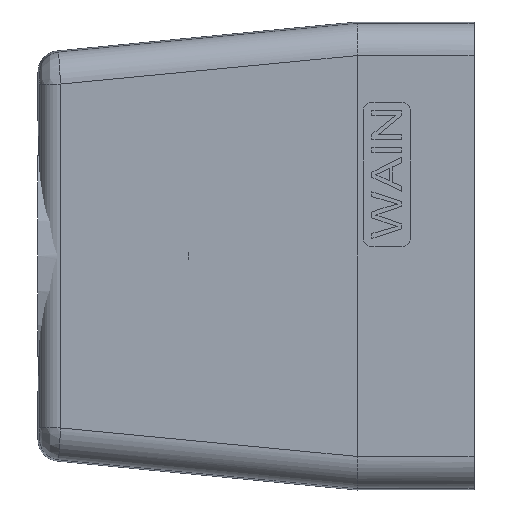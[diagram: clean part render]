
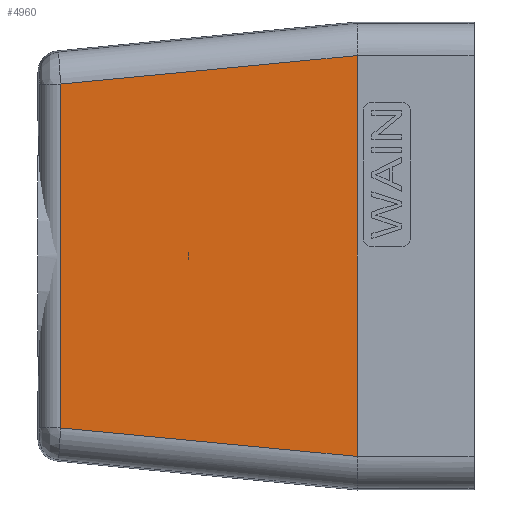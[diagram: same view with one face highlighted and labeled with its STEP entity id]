
A CAD part, left-side view. The second image highlights one B-rep face of the part: STEP entity #4960.
In plain terms, the highlighted planar face has unit normal (-1, 0.011, 0).
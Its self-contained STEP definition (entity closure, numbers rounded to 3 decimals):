
#409=CARTESIAN_POINT('',(-19.5,11.,18.844));
#419=CARTESIAN_POINT('',(-19.5,11.,-18.844));
#421=DIRECTION('',(0.,0.,1.));
#422=VECTOR('',#421,37.689);
#423=CARTESIAN_POINT('',(-19.5,11.,-18.844));
#424=LINE('',#423,#422);
#626=DIRECTION('',(0.,0.,-1.));
#627=VECTOR('',#626,32.327);
#628=CARTESIAN_POINT('',(-19.208,38.871,16.163));
#629=LINE('',#628,#627);
#630=DIRECTION('',(-0.01,-0.995,0.096));
#631=VECTOR('',#630,28.001);
#632=CARTESIAN_POINT('',(-19.208,38.871,16.163));
#633=LINE('',#632,#631);
#634=DIRECTION('',(0.01,0.995,0.096));
#635=VECTOR('',#634,28.001);
#636=CARTESIAN_POINT('',(-19.5,11.,-18.844));
#637=LINE('',#636,#635);
#3717=VERTEX_POINT('',#409);
#3720=VERTEX_POINT('',#419);
#3739=CARTESIAN_POINT('',(-19.208,38.871,16.163));
#3740=VERTEX_POINT('',#3739);
#3938=CARTESIAN_POINT('',(-19.208,38.871,
-16.163));
#3939=VERTEX_POINT('',#3938);
#4948=CARTESIAN_POINT('',(-19.354,24.935,
0.));
#4949=DIRECTION('',(1.,-0.01,0.));
#4950=DIRECTION('',(0.,0.,-1.));
#4951=AXIS2_PLACEMENT_3D('',#4948,#4949,#4950);
#4952=PLANE('',#4951);
#4953=ORIENTED_EDGE('',*,*,#4941,.F.);
#4954=ORIENTED_EDGE('',*,*,#4548,.T.);
#4955=ORIENTED_EDGE('',*,*,#4516,.F.);
#4957=ORIENTED_EDGE('',*,*,#4956,.T.);
#4958=EDGE_LOOP('',(#4953,#4954,#4955,#4957));
#4959=FACE_OUTER_BOUND('',#4958,.F.);
#4516=EDGE_CURVE('',#3720,#3717,#424,.T.);
#4548=EDGE_CURVE('',#3740,#3717,#633,.T.);
#4941=EDGE_CURVE('',#3740,#3939,#629,.T.);
#4956=EDGE_CURVE('',#3720,#3939,#637,.T.);
#4960=ADVANCED_FACE('',(#4959),#4952,.F.);
